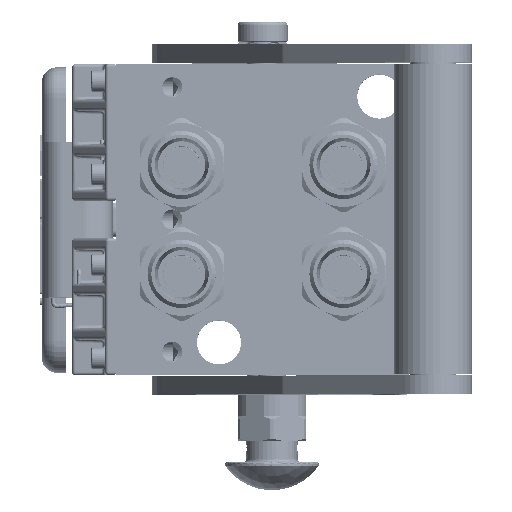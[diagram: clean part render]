
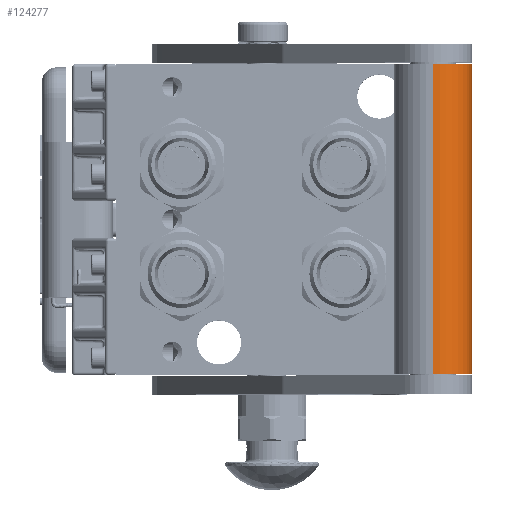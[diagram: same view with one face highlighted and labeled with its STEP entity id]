
A CAD part, top view. The second image highlights one B-rep face of the part: STEP entity #124277.
In plain terms, the highlighted cylindrical face has radius 12.5 mm (diameter 25 mm), a partial arc.
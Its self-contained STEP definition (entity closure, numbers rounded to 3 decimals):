
#1934 = CARTESIAN_POINT ( 'NONE',  ( 4.5, 0., 12.5 ) ) ;
#2795 = DIRECTION ( 'NONE',  ( 0., 0., -1. ) ) ;
#6817 = EDGE_CURVE ( 'NONE', #77363, #92393, #79697, .T. ) ;
#9658 = CARTESIAN_POINT ( 'NONE',  ( 104., 0., 12.5 ) ) ;
#11809 = CARTESIAN_POINT ( 'NONE',  ( 104., 0., 12.5 ) ) ;
#14285 = DIRECTION ( 'NONE',  ( 1., 0., 0. ) ) ;
#14406 = AXIS2_PLACEMENT_3D ( 'NONE', #116146, #43263, #53779 ) ;
#14692 = AXIS2_PLACEMENT_3D ( 'NONE', #128014, #14285, #2795 ) ;
#23640 = ORIENTED_EDGE ( 'NONE', *, *, #6817, .T. ) ;
#25348 = CYLINDRICAL_SURFACE ( 'NONE', #82278, 12.5 ) ;
#25451 = CARTESIAN_POINT ( 'NONE',  ( 104., 0., -12.5 ) ) ;
#28093 = EDGE_CURVE ( 'NONE', #111238, #77363, #118026, .T. ) ;
#29422 = DIRECTION ( 'NONE',  ( -1., 0., 0. ) ) ;
#35558 = DIRECTION ( 'NONE',  ( -1., 0., 0. ) ) ;
#36163 = EDGE_CURVE ( 'NONE', #53361, #92393, #106156, .T. ) ;
#37626 = VECTOR ( 'NONE', #35558, 1000. ) ;
#43263 = DIRECTION ( 'NONE',  ( 1., 0., 0. ) ) ;
#51785 = DIRECTION ( 'NONE',  ( -1., 0., 0. ) ) ;
#53361 = VERTEX_POINT ( 'NONE', #11809 ) ;
#53779 = DIRECTION ( 'NONE',  ( 0., 0., -1. ) ) ;
#59000 = ORIENTED_EDGE ( 'NONE', *, *, #36163, .F. ) ;
#60965 = CARTESIAN_POINT ( 'NONE',  ( -5.425, 0., 0. ) ) ;
#69499 = CARTESIAN_POINT ( 'NONE',  ( 4.5, 0., -12.5 ) ) ;
#71530 = DIRECTION ( 'NONE',  ( 0., 0., 1. ) ) ;
#76528 = CARTESIAN_POINT ( 'NONE',  ( 104., 0., -12.5 ) ) ;
#77363 = VERTEX_POINT ( 'NONE', #69499 ) ;
#79697 = CIRCLE ( 'NONE', #14692, 12.5 ) ;
#82278 = AXIS2_PLACEMENT_3D ( 'NONE', #60965, #51785, #71530 ) ;
#82601 = EDGE_LOOP ( 'NONE', ( #23640, #59000, #127606, #85164 ) ) ;
#85164 = ORIENTED_EDGE ( 'NONE', *, *, #28093, .T. ) ;
#92393 = VERTEX_POINT ( 'NONE', #1934 ) ;
#99157 = FACE_OUTER_BOUND ( 'NONE', #82601, .T. ) ;
#106156 = LINE ( 'NONE', #9658, #117601 ) ;
#111238 = VERTEX_POINT ( 'NONE', #76528 ) ;
#116146 = CARTESIAN_POINT ( 'NONE',  ( 104., 0., 0. ) ) ;
#117601 = VECTOR ( 'NONE', #29422, 1000. ) ;
#118026 = LINE ( 'NONE', #25451, #37626 ) ;
#120521 = CIRCLE ( 'NONE', #14406, 12.5 ) ;
#124277 = ADVANCED_FACE ( 'NONE', ( #99157 ), #25348, .T. ) ;
#127606 = ORIENTED_EDGE ( 'NONE', *, *, #132598, .F. ) ;
#128014 = CARTESIAN_POINT ( 'NONE',  ( 4.5, 0., 0. ) ) ;
#132598 = EDGE_CURVE ( 'NONE', #111238, #53361, #120521, .T. ) ;
